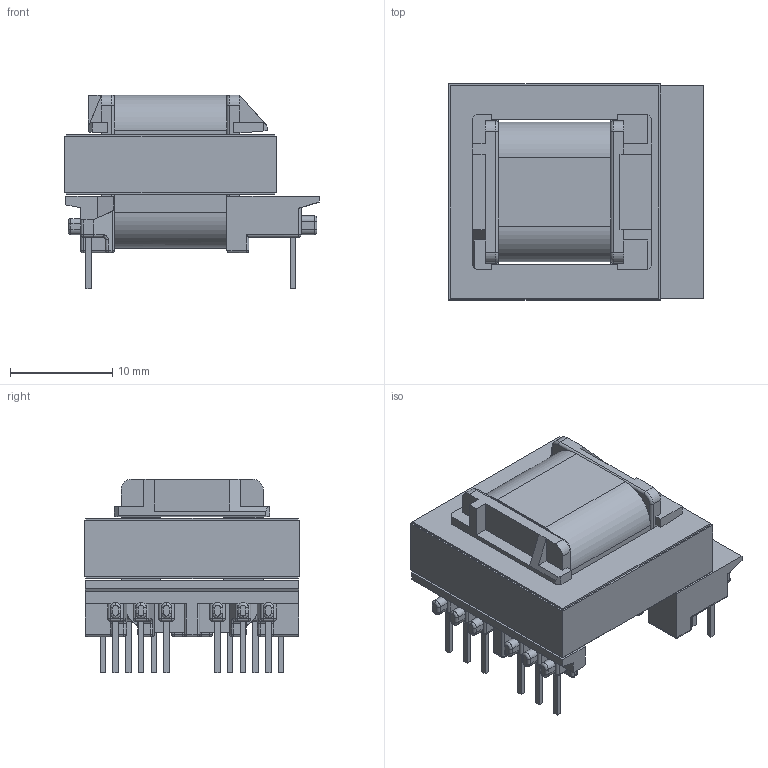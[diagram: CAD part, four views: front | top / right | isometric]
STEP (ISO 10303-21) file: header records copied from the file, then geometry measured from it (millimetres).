
FILE_DESCRIPTION(/* description */ ('Unknown'),/* implementation_level */ '2;1');
FILE_NAME(/* name */ 'T_Wurth_WE-IBTI-EE20_10_6_L22.2W25H16_12PINS',/* time_stamp */ '2025-12-25T14:29:29+08:00',/* author */ ('Unknown'),/* organization */ ('Unknown'),/* preprocessor_version */ 'ST-DEVELOPER v19.4',/* originating_system */ 'Solid Edge',/* authorisation */ 'Unknown');
FILE_SCHEMA (('AUTOMOTIVE_DESIGN {1 0 10303 214 3 1 1}'));
Length unit declared in the file: millimetre
Products named in the file (2): T_Wurth_WE-IBTI-EE20_10_6_L22.2W25H16_12PINS
Assembly tree (1 placements, depth 2):
  T_Wurth_WE-IBTI-EE20_10_6_L22.2W25H16_12PINS
    T_Wurth_WE-IBTI-EE20_10_6_L22.2W25H16_12PINS
Bounding box: 24.9 x 21.12 x 18.91 mm (x, y, z)
Volume: 4711.9 mm3; surface area: 4359.7 mm2
Topology: 2 solids, 2 shells, 800 faces, 1990 edges, 1129 vertices
Faces by surface type: plane 357, cylinder 295, sphere 86, torus 54, bspline 8
Entity records: 28469 total; most frequent: CARTESIAN_POINT 4234, DIRECTION 4055, ORIENTED_EDGE 3806, EDGE_CURVE 1903, AXIS2_PLACEMENT_3D 1431, LINE 1193, VECTOR 1193, VERTEX_POINT 1119
